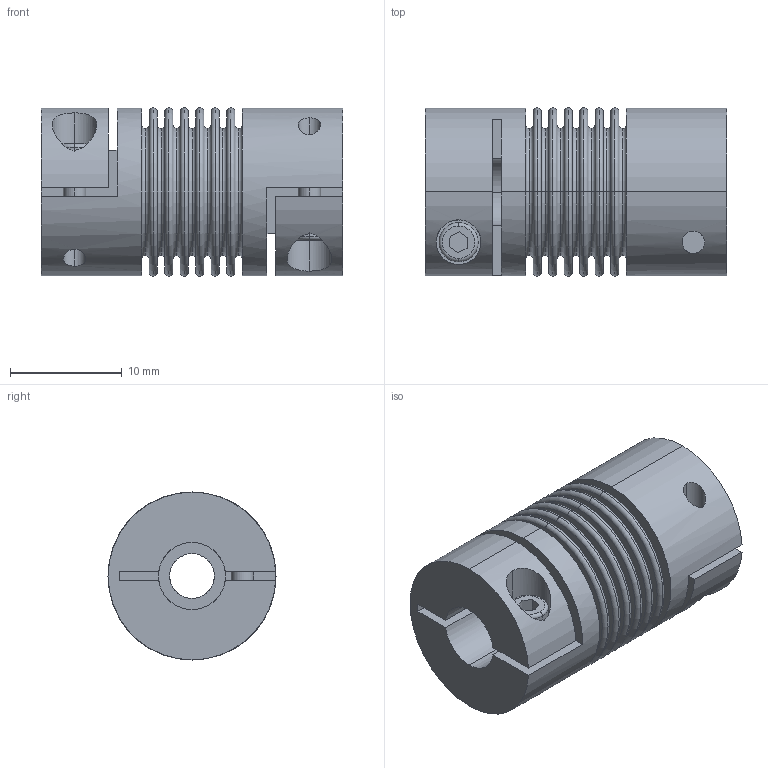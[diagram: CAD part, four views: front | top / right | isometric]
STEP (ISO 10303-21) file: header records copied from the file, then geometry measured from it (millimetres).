
FILE_DESCRIPTION(('STEP AP214'),'1');
FILE_NAME('cctmp_27A572EB-E0B2-48BA-B2C4-5D3338A4593B_2023_06_09_08_21_27_0120..stp','2023-06-09T06:21:27',('R+W Antriebselemente GmbH'),('CADClick - www.CADClick.com'),'Spatial InterOp 3D',' ','unknown authorization');
FILE_SCHEMA(('AUTOMOTIVE_DESIGN'));
Length unit declared in the file: millimetre
Products named in the file (1): MK2/10/27/6/4
Bounding box: 27 x 15.04 x 15.04 mm (x, y, z)
Volume: 3431.4 mm3; surface area: 3580.3 mm2
Topology: 1 solids, 1 shells, 140 faces, 318 edges, 202 vertices
Faces by surface type: torus 56, plane 52, cylinder 32
Entity records: 5334 total; most frequent: CARTESIAN_POINT 849, DIRECTION 796, ORIENTED_EDGE 636, AXIS2_PLACEMENT_3D 345, EDGE_CURVE 318, CIRCLE 204, VERTEX_POINT 202, EDGE_LOOP 168
